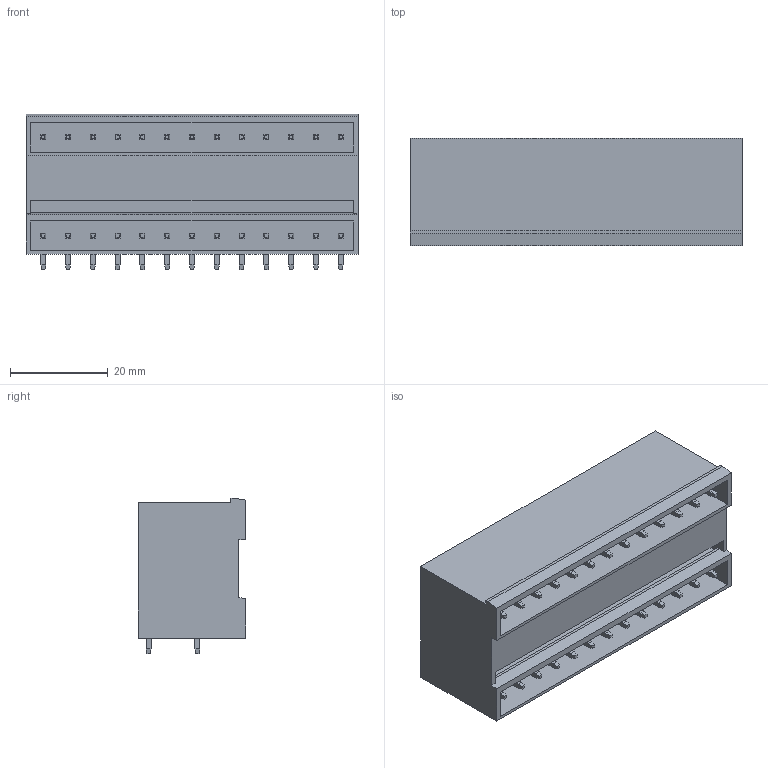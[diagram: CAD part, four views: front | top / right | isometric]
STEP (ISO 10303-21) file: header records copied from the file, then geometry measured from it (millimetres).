
FILE_DESCRIPTION(('CATIA V5 STEP Exchange','CAx-IF Rec.Pracs.--- Model Styling and Organization---1.2---2011-12-15'),'2;1');
FILE_NAME ('D1453110_0_1601900000_1601900000.stp','2018-11-03T04:07:59+00:00',('none'),('Weidmueller'),'CATIA Version 5-6 Release 2014','CATIA V5 STEP AP214','none');
FILE_SCHEMA(('AUTOMOTIVE_DESIGN { 1 0 10303 214 1 1 1 1 }'));
Length unit declared in the file: millimetre
Products named in the file (1): 1601900000
Bounding box: 68.04 x 22 x 31.88 mm (x, y, z)
Volume: 20293.3 mm3; surface area: 20298 mm2
Topology: 27 solids, 27 shells, 606 faces, 1442 edges, 892 vertices
Faces by surface type: plane 606
Entity records: 14756 total; most frequent: ORIENTED_EDGE 2884, CARTESIAN_POINT 2752, DIRECTION 1652, EDGE_CURVE 1442, VECTOR 1234, LINE 1234, VERTEX_POINT 892, EDGE_LOOP 660
